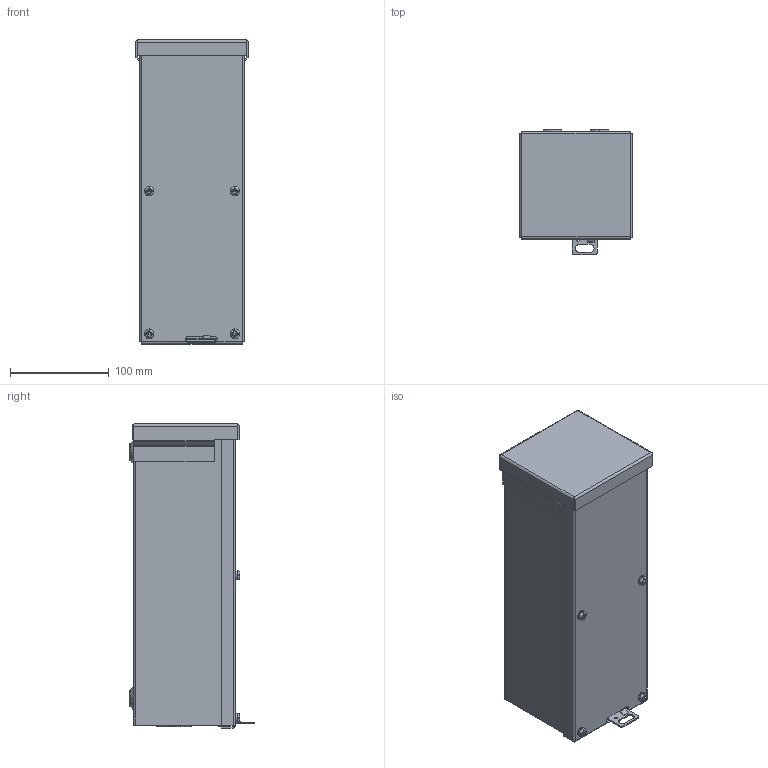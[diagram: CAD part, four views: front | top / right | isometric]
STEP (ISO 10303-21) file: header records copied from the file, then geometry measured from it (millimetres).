
FILE_DESCRIPTION (( 'STEP AP203' ), '1' );
FILE_NAME ('C3R1244SC_Default.step', '2019-11-12T22:03:52', ( '' ), ( '' ), 'SwSTEP 2.0', 'SolidWorks 2019', '' );
FILE_SCHEMA (( 'CONFIG_CONTROL_DESIGN' ));
Length unit declared in the file: inch
Products named in the file (1): C3R1244SC_Default
Bounding box: 114.02 x 126.42 x 307.85 mm (x, y, z)
Volume: 258342.4 mm3; surface area: 360979.7 mm2
Topology: 11 solids, 11 shells, 414 faces, 1051 edges, 669 vertices
Faces by surface type: plane 217, cylinder 111, bspline 56, cone 30
Entity records: 15464 total; most frequent: CARTESIAN_POINT 5593, ORIENTED_EDGE 2098, DIRECTION 1975, EDGE_CURVE 1049, AXIS2_PLACEMENT_3D 699, VERTEX_POINT 669, VECTOR 577, LINE 577
